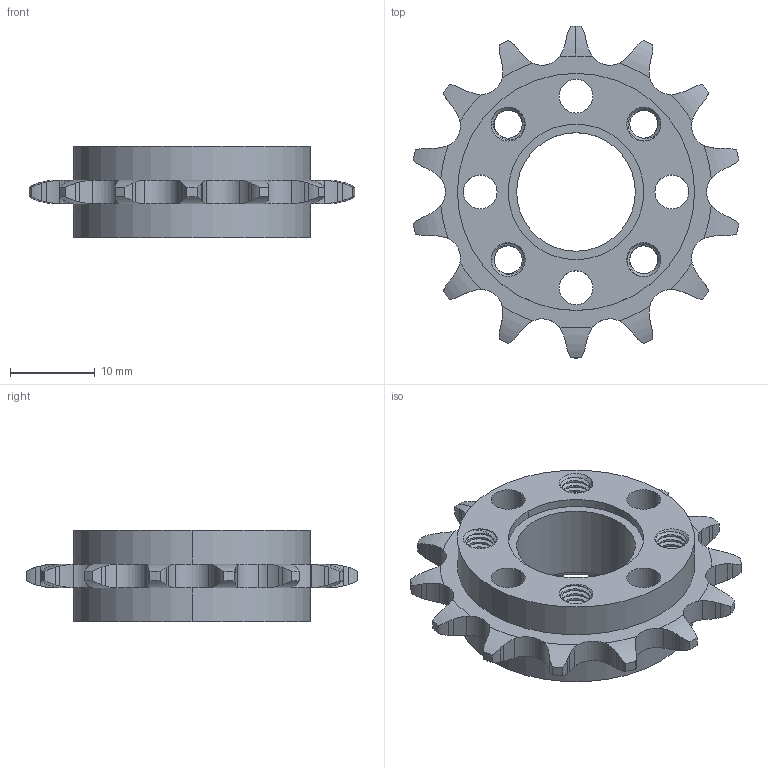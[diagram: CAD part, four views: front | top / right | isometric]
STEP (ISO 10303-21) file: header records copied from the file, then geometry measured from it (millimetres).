
FILE_DESCRIPTION(('Open CASCADE Model'),'2;1');
FILE_NAME('Open CASCADE Shape Model','2023-08-02T22:12:33',('Author'),( 'Open CASCADE'),'Open CASCADE STEP processor 7.7','Open CASCADE 7.7' ,'Unknown');
FILE_SCHEMA(('AUTOMOTIVE_DESIGN { 1 0 10303 214 1 1 1 1 }'));
Length unit declared in the file: millimetre
Products named in the file (1): Open CASCADE STEP translator 7.7 1
Bounding box: 38.47 x 39.2 x 10.8 mm (x, y, z)
Volume: 4694.6 mm3; surface area: 4241 mm2
Topology: 1 solids, 1 shells, 459 faces, 1343 edges, 890 vertices
Faces by surface type: cylinder 361, plane 34, torus 30, cone 26, bspline 8
Entity records: 26535 total; most frequent: CARTESIAN_POINT 16165, ORIENTED_EDGE 2686, DIRECTION 1675, EDGE_CURVE 1343, VERTEX_POINT 890, AXIS2_PLACEMENT_3D 638, FACE_BOUND 481, EDGE_LOOP 481
